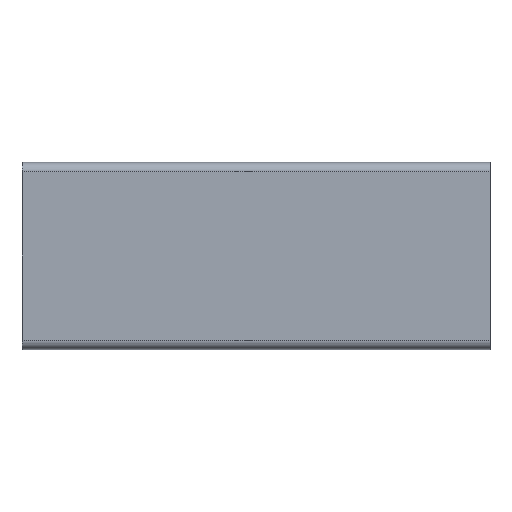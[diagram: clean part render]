
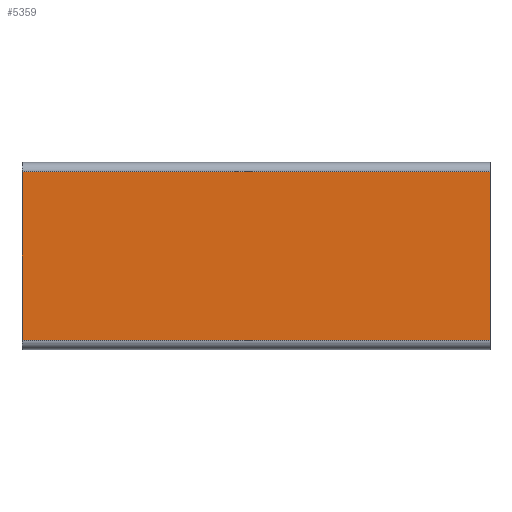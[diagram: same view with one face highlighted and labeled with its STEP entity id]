
A CAD part, left-side view. The second image highlights one B-rep face of the part: STEP entity #5359.
In plain terms, the highlighted planar face has unit normal (-1, 0, 0).
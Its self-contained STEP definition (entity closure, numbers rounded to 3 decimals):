
#8 = DIRECTION ( 'NONE',  ( -1., 0., 0. ) ) ;
#273 = LINE ( 'NONE', #4711, #3934 ) ;
#358 = DIRECTION ( 'NONE',  ( 0., -1., 0. ) ) ;
#469 = LINE ( 'NONE', #4585, #1316 ) ;
#572 = CARTESIAN_POINT ( 'NONE',  ( -8., 0., -36. ) ) ;
#622 = CARTESIAN_POINT ( 'NONE',  ( -8., 200., 36. ) ) ;
#637 = VERTEX_POINT ( 'NONE', #1543 ) ;
#781 = VERTEX_POINT ( 'NONE', #5017 ) ;
#1316 = VECTOR ( 'NONE', #4081, 1000. ) ;
#1339 = DIRECTION ( 'NONE',  ( 0., 1., 0. ) ) ;
#1543 = CARTESIAN_POINT ( 'NONE',  ( -8., 0., -36. ) ) ;
#1641 = CARTESIAN_POINT ( 'NONE',  ( -8., 0., -36. ) ) ;
#1758 = ORIENTED_EDGE ( 'NONE', *, *, #4656, .T. ) ;
#1832 = VECTOR ( 'NONE', #358, 1000. ) ;
#1951 = VECTOR ( 'NONE', #3514, 1000. ) ;
#1968 = ORIENTED_EDGE ( 'NONE', *, *, #4425, .T. ) ;
#2199 = AXIS2_PLACEMENT_3D ( 'NONE', #2797, #8, #4151 ) ;
#2278 = LINE ( 'NONE', #572, #1951 ) ;
#2632 = EDGE_CURVE ( 'NONE', #2959, #4384, #469, .T. ) ;
#2779 = EDGE_CURVE ( 'NONE', #781, #2959, #273, .T. ) ;
#2797 = CARTESIAN_POINT ( 'NONE',  ( -8., 0., -36. ) ) ;
#2882 = EDGE_LOOP ( 'NONE', ( #1758, #4835, #3452, #1968 ) ) ;
#2959 = VERTEX_POINT ( 'NONE', #622 ) ;
#3452 = ORIENTED_EDGE ( 'NONE', *, *, #2632, .T. ) ;
#3514 = DIRECTION ( 'NONE',  ( 0., 0., 1. ) ) ;
#3934 = VECTOR ( 'NONE', #1339, 1000. ) ;
#4076 = PLANE ( 'NONE',  #2199 ) ;
#4081 = DIRECTION ( 'NONE',  ( 0., 0., -1. ) ) ;
#4111 = FACE_OUTER_BOUND ( 'NONE', #2882, .T. ) ;
#4151 = DIRECTION ( 'NONE',  ( 0., 0., 1. ) ) ;
#4312 = LINE ( 'NONE', #1641, #1832 ) ;
#4384 = VERTEX_POINT ( 'NONE', #4907 ) ;
#4425 = EDGE_CURVE ( 'NONE', #4384, #637, #4312, .T. ) ;
#4585 = CARTESIAN_POINT ( 'NONE',  ( -8., 200., -36. ) ) ;
#4656 = EDGE_CURVE ( 'NONE', #637, #781, #2278, .T. ) ;
#4711 = CARTESIAN_POINT ( 'NONE',  ( -8., 0., 36. ) ) ;
#4835 = ORIENTED_EDGE ( 'NONE', *, *, #2779, .T. ) ;
#4907 = CARTESIAN_POINT ( 'NONE',  ( -8., 200., -36. ) ) ;
#5017 = CARTESIAN_POINT ( 'NONE',  ( -8., 0., 36. ) ) ;
#5359 = ADVANCED_FACE ( 'NONE', ( #4111 ), #4076, .T. ) ;
